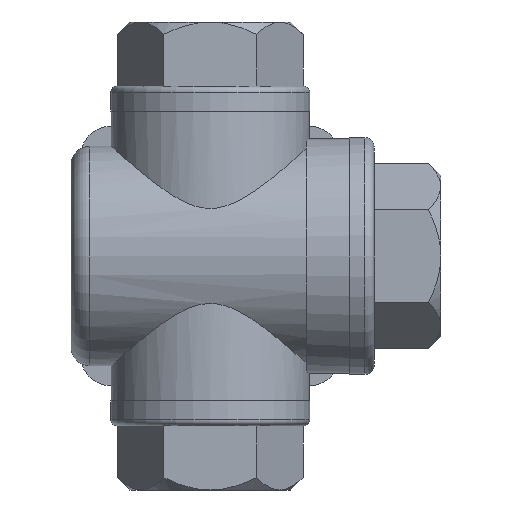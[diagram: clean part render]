
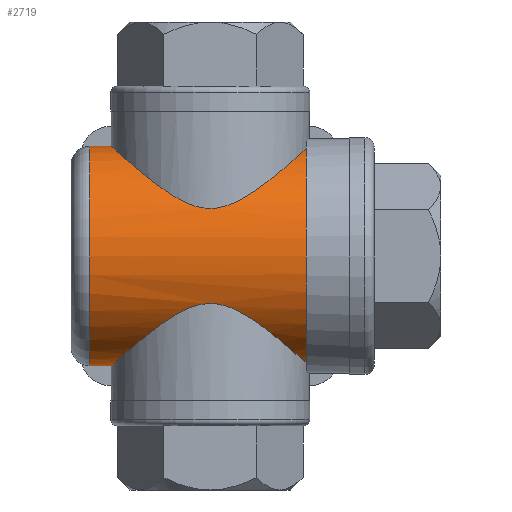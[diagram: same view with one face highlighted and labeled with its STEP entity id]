
A CAD part, front view. The second image highlights one B-rep face of the part: STEP entity #2719.
In plain terms, the highlighted cylindrical face has radius 17.75 mm (diameter 35.5 mm), a full revolution.
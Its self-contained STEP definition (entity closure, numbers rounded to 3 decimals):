
#35=B_SPLINE_CURVE_WITH_KNOTS('',3,(#4250,#4251,#4252,#4253,#4254,#4255,
#4256,#4257,#4258,#4259,#4260,#4261,#4262,#4263,#4264,#4265,#4266,#4267,
#4268,#4269,#4270,#4271,#4272,#4273),.UNSPECIFIED.,.F.,.F.,(4,1,1,1,1,1,
1,1,1,1,1,1,1,1,1,1,1,1,1,1,1,4),(0.,0.005,0.007,
0.009,0.014,0.018,0.02,
0.023,0.025,0.027,0.029,
0.032,0.034,0.036,0.041,
0.045,0.05,0.054,0.059,
0.063,0.068,0.072),.UNSPECIFIED.);
#37=B_SPLINE_CURVE_WITH_KNOTS('',3,(#4288,#4289,#4290,#4291,#4292,#4293,
#4294,#4295,#4296),.UNSPECIFIED.,.F.,.F.,(4,1,1,1,1,1,4),(0.005,
0.011,0.014,0.017,0.02,
0.023,0.028),.UNSPECIFIED.);
#38=B_SPLINE_CURVE_WITH_KNOTS('',3,(#4298,#4299,#4300,#4301,#4302,#4303,
#4304,#4305,#4306,#4307,#4308,#4309,#4310,#4311,#4312,#4313,#4314,#4315,
#4316,#4317,#4318,#4319),.UNSPECIFIED.,.F.,.F.,(4,1,1,1,1,1,1,1,1,1,1,1,
1,1,1,1,1,1,1,4),(0.029,0.033,0.038,
0.042,0.047,0.051,0.056,
0.06,0.065,0.069,0.072,
0.074,0.076,0.078,0.081,
0.083,0.087,0.092,0.097,
0.101),.UNSPECIFIED.);
#130=CYLINDRICAL_SURFACE('',#2953,17.75);
#211=CIRCLE('',#2954,17.75);
#212=CIRCLE('',#2955,17.75);
#453=ORIENTED_EDGE('',*,*,#1210,.T.);
#454=ORIENTED_EDGE('',*,*,#1215,.F.);
#455=ORIENTED_EDGE('',*,*,#1216,.T.);
#456=ORIENTED_EDGE('',*,*,#1217,.F.);
#457=ORIENTED_EDGE('',*,*,#1218,.T.);
#1210=EDGE_CURVE('',#1577,#1576,#35,.T.);
#1215=EDGE_CURVE('',#1581,#1576,#37,.T.);
#1216=EDGE_CURVE('',#1581,#1582,#38,.T.);
#1217=EDGE_CURVE('',#1577,#1582,#211,.T.);
#1218=EDGE_CURVE('',#1583,#1583,#212,.T.);
#1576=VERTEX_POINT('',#4249);
#1577=VERTEX_POINT('',#4274);
#1581=VERTEX_POINT('',#4297);
#1582=VERTEX_POINT('',#4320);
#1583=VERTEX_POINT('',#4323);
#2200=EDGE_LOOP('',(#453,#454,#455,#456));
#2201=EDGE_LOOP('',(#457));
#2420=FACE_BOUND('',#2200,.T.);
#2421=FACE_BOUND('',#2201,.T.);
#2719=ADVANCED_FACE('',(#2420,#2421),#130,.T.);
#2953=AXIS2_PLACEMENT_3D('',#4287,#3397,#3398);
#2954=AXIS2_PLACEMENT_3D('',#4321,#3399,#3400);
#2955=AXIS2_PLACEMENT_3D('',#4322,#3401,#3402);
#3397=DIRECTION('',(1.,0.,0.));
#3398=DIRECTION('',(0.,0.,-1.));
#3399=DIRECTION('',(1.,0.,0.));
#3400=DIRECTION('',(0.,0.,-1.));
#3401=DIRECTION('',(1.,0.,0.));
#3402=DIRECTION('',(0.,0.,-1.));
#4249=CARTESIAN_POINT('',(-5.059,15.179,9.201));
#4250=CARTESIAN_POINT('',(15.5,-3.969,17.301));
#4251=CARTESIAN_POINT('',(15.128,-5.422,16.967));
#4252=CARTESIAN_POINT('',(14.303,-7.403,16.231));
#4253=CARTESIAN_POINT('',(12.771,-9.71,14.901));
#4254=CARTESIAN_POINT('',(11.034,-11.716,13.431));
#4255=CARTESIAN_POINT('',(8.497,-13.737,11.394));
#4256=CARTESIAN_POINT('',(5.558,-15.111,9.372));
#4257=CARTESIAN_POINT('',(2.842,-15.796,8.111));
#4258=CARTESIAN_POINT('',(0.604,-16.044,7.593));
#4259=CARTESIAN_POINT('',(-1.697,-15.963,7.767));
#4260=CARTESIAN_POINT('',(-3.838,-15.58,8.527));
#4261=CARTESIAN_POINT('',(-5.778,-14.964,9.578));
#4262=CARTESIAN_POINT('',(-7.549,-14.15,10.751));
#4263=CARTESIAN_POINT('',(-9.178,-13.153,11.957));
#4264=CARTESIAN_POINT('',(-11.214,-11.54,13.573));
#4265=CARTESIAN_POINT('',(-13.379,-9.085,15.416));
#4266=CARTESIAN_POINT('',(-15.327,-5.26,17.142));
#4267=CARTESIAN_POINT('',(-16.203,-0.778,17.933));
#4268=CARTESIAN_POINT('',(-15.755,3.829,17.527));
#4269=CARTESIAN_POINT('',(-14.116,7.916,16.063));
#4270=CARTESIAN_POINT('',(-11.675,11.176,13.951));
#4271=CARTESIAN_POINT('',(-8.656,13.635,11.516));
#4272=CARTESIAN_POINT('',(-6.344,14.751,9.908));
#4273=CARTESIAN_POINT('',(-5.059,15.179,9.201));
#4274=CARTESIAN_POINT('',(15.5,-3.969,17.301));
#4287=CARTESIAN_POINT('',(26.5,0.,0.));
#4288=CARTESIAN_POINT('',(-5.059,15.179,-9.201));
#4289=CARTESIAN_POINT('',(-6.678,15.719,-8.311));
#4290=CARTESIAN_POINT('',(-8.715,16.728,-6.359));
#4291=CARTESIAN_POINT('',(-10.228,17.587,-2.892));
#4292=CARTESIAN_POINT('',(-10.634,17.83,-0.021));
#4293=CARTESIAN_POINT('',(-10.235,17.591,2.875));
#4294=CARTESIAN_POINT('',(-8.716,16.728,6.361));
#4295=CARTESIAN_POINT('',(-6.67,15.716,8.315));
#4296=CARTESIAN_POINT('',(-5.059,15.179,9.201));
#4297=CARTESIAN_POINT('',(-5.059,15.179,-9.201));
#4298=CARTESIAN_POINT('',(-5.059,15.179,-9.201));
#4299=CARTESIAN_POINT('',(-6.342,14.751,-9.906));
#4300=CARTESIAN_POINT('',(-8.653,13.638,-11.514));
#4301=CARTESIAN_POINT('',(-11.671,11.175,-13.948));
#4302=CARTESIAN_POINT('',(-14.083,7.969,-16.034));
#4303=CARTESIAN_POINT('',(-15.739,3.89,-17.513));
#4304=CARTESIAN_POINT('',(-16.206,-0.698,-17.937));
#4305=CARTESIAN_POINT('',(-15.348,-5.206,-17.161));
#4306=CARTESIAN_POINT('',(-13.406,-9.049,-15.439));
#4307=CARTESIAN_POINT('',(-10.783,-12.031,-13.208));
#4308=CARTESIAN_POINT('',(-8.135,-13.882,-11.139));
#4309=CARTESIAN_POINT('',(-5.784,-14.962,-9.581));
#4310=CARTESIAN_POINT('',(-3.834,-15.581,-8.524));
#4311=CARTESIAN_POINT('',(-1.687,-15.964,-7.764));
#4312=CARTESIAN_POINT('',(0.625,-16.044,-7.593));
#4313=CARTESIAN_POINT('',(2.87,-15.79,-8.122));
#4314=CARTESIAN_POINT('',(5.565,-15.107,-9.379));
#4315=CARTESIAN_POINT('',(8.508,-13.728,-11.403));
#4316=CARTESIAN_POINT('',(11.525,-11.326,-13.825));
#4317=CARTESIAN_POINT('',(14.002,-8.112,-15.963));
#4318=CARTESIAN_POINT('',(15.128,-5.42,-16.968));
#4319=CARTESIAN_POINT('',(15.5,-3.969,-17.301));
#4320=CARTESIAN_POINT('',(15.5,-3.969,-17.301));
#4321=CARTESIAN_POINT('',(15.5,0.,0.));
#4322=CARTESIAN_POINT('',(-19.5,0.,0.));
#4323=CARTESIAN_POINT('',(-19.5,0.,-17.75));
